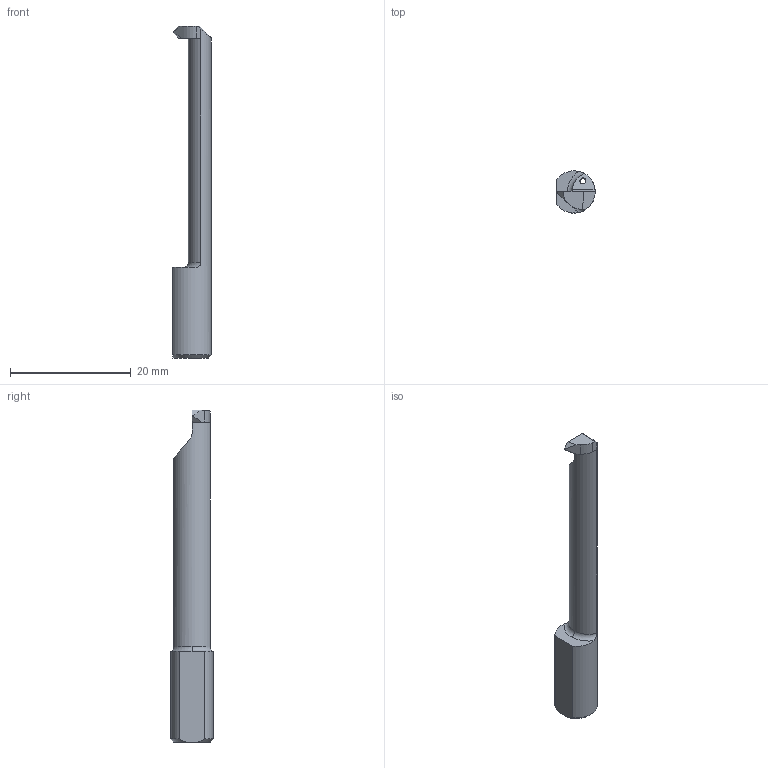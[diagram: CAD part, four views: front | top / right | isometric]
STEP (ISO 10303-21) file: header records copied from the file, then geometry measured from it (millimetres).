
FILE_DESCRIPTION (( 'STEP AP203' ), '1' );
FILE_NAME ('LP60.7-40.step', '2024-10-01T14:20:41', ( '' ), ( '' ), 'SwSTEP 2.0', 'SolidWorks 2022', '' );
FILE_SCHEMA (( 'CONFIG_CONTROL_DESIGN' ));
Length unit declared in the file: millimetre
Products named in the file (1): LP60.7-40
Bounding box: 6.35 x 6.99 x 55 mm (x, y, z)
Volume: 1123.8 mm3; surface area: 1124.8 mm2
Topology: 1 solids, 1 shells, 24 faces, 64 edges, 42 vertices
Faces by surface type: plane 12, cylinder 7, torus 3, cone 2
Entity records: 859 total; most frequent: CARTESIAN_POINT 195, ORIENTED_EDGE 128, DIRECTION 117, EDGE_CURVE 64, AXIS2_PLACEMENT_3D 42, VERTEX_POINT 42, VECTOR 33, LINE 33
